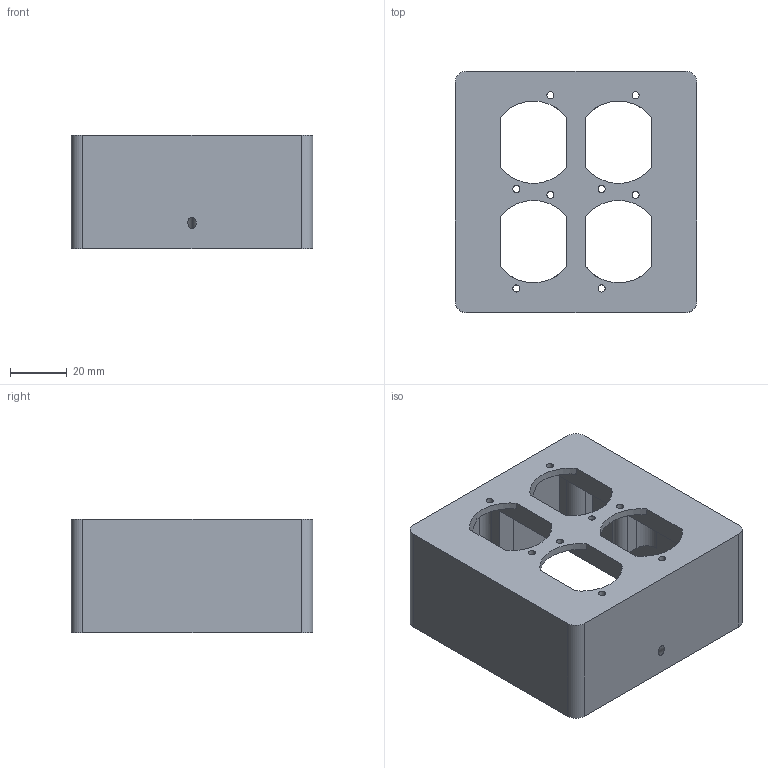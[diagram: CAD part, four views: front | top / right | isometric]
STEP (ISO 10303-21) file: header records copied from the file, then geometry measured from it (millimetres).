
FILE_DESCRIPTION (( 'STEP AP214' ), '1' );
FILE_NAME ('nixieblock_sockets.step', '2020-01-14T03:03:42', ( '' ), ( '' ), 'SwSTEP 2.0', 'SolidWorks 2018', '' );
FILE_SCHEMA (( 'AUTOMOTIVE_DESIGN' ));
Length unit declared in the file: millimetre
Products named in the file (1): nixieblock_sockets
Bounding box: 85 x 85 x 40 mm (x, y, z)
Volume: 60820.2 mm3; surface area: 38320 mm2
Topology: 1 solids, 1 shells, 158 faces, 453 edges, 302 vertices
Faces by surface type: cylinder 81, plane 77
Entity records: 5314 total; most frequent: CARTESIAN_POINT 950, DIRECTION 918, ORIENTED_EDGE 906, EDGE_CURVE 453, AXIS2_PLACEMENT_3D 318, VERTEX_POINT 302, VECTOR 282, LINE 282
